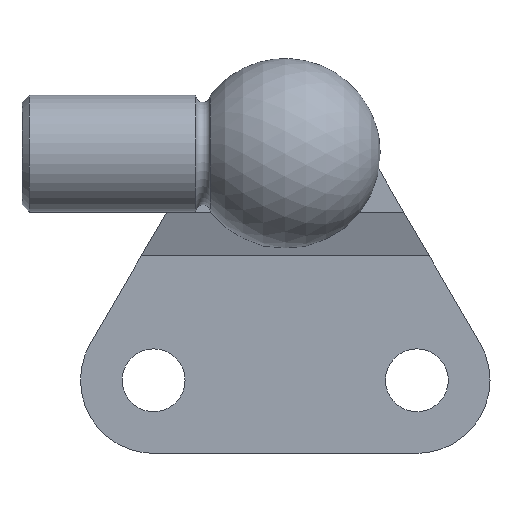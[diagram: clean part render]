
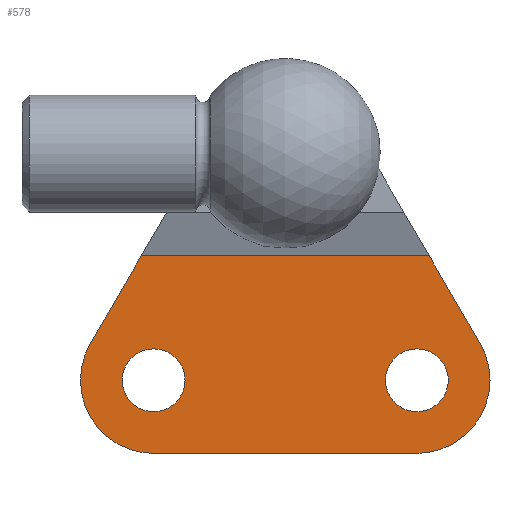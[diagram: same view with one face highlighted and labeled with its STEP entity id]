
A CAD part, front view. The second image highlights one B-rep face of the part: STEP entity #578.
In plain terms, the highlighted planar face has unit normal (0, -1, 0).
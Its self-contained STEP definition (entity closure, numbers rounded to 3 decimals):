
#11=LINE('',#1099,#36);
#12=LINE('',#1101,#37);
#13=LINE('',#1103,#38);
#14=LINE('',#1106,#39);
#36=VECTOR('',#775,6.926);
#37=VECTOR('',#776,19.693);
#38=VECTOR('',#777,6.926);
#39=VECTOR('',#780,18.);
#97=PLANE('',#645);
#130=FACE_BOUND('',#226,.T.);
#131=FACE_BOUND('',#227,.T.);
#162=FACE_OUTER_BOUND('',#225,.T.);
#225=EDGE_LOOP('',(#472,#473,#474,#475,#476,#477));
#226=EDGE_LOOP('',(#478));
#227=EDGE_LOOP('',(#479));
#277=CIRCLE('',#646,5.);
#278=CIRCLE('',#647,5.);
#279=CIRCLE('',#648,2.15);
#280=CIRCLE('',#649,2.15);
#316=VERTEX_POINT('',#1095);
#317=VERTEX_POINT('',#1096);
#318=VERTEX_POINT('',#1098);
#319=VERTEX_POINT('',#1100);
#320=VERTEX_POINT('',#1102);
#321=VERTEX_POINT('',#1104);
#322=VERTEX_POINT('',#1107);
#323=VERTEX_POINT('',#1109);
#372=EDGE_CURVE('',#316,#317,#277,.T.);
#373=EDGE_CURVE('',#318,#316,#11,.T.);
#374=EDGE_CURVE('',#319,#318,#12,.T.);
#375=EDGE_CURVE('',#320,#319,#13,.T.);
#376=EDGE_CURVE('',#321,#320,#278,.T.);
#377=EDGE_CURVE('',#317,#321,#14,.T.);
#378=EDGE_CURVE('',#322,#322,#279,.T.);
#379=EDGE_CURVE('',#323,#323,#280,.T.);
#472=ORIENTED_EDGE('',*,*,#372,.F.);
#473=ORIENTED_EDGE('',*,*,#373,.F.);
#474=ORIENTED_EDGE('',*,*,#374,.F.);
#475=ORIENTED_EDGE('',*,*,#375,.F.);
#476=ORIENTED_EDGE('',*,*,#376,.F.);
#477=ORIENTED_EDGE('',*,*,#377,.F.);
#478=ORIENTED_EDGE('',*,*,#378,.F.);
#479=ORIENTED_EDGE('',*,*,#379,.F.);
#578=ADVANCED_FACE('',(#162,#130,#131),#97,.T.);
#645=AXIS2_PLACEMENT_3D('',#1094,#771,#772);
#646=AXIS2_PLACEMENT_3D('',#1097,#773,#774);
#647=AXIS2_PLACEMENT_3D('',#1105,#778,#779);
#648=AXIS2_PLACEMENT_3D('',#1108,#781,#782);
#649=AXIS2_PLACEMENT_3D('',#1110,#783,#784);
#771=DIRECTION('center_axis',(0.,-1.,0.));
#772=DIRECTION('ref_axis',(0.,0.,-1.));
#773=DIRECTION('center_axis',(0.,1.,0.));
#774=DIRECTION('ref_axis',(1.,0.,0.));
#775=DIRECTION('',(0.502,0.,-0.865));
#776=DIRECTION('',(1.,0.,0.));
#777=DIRECTION('',(0.502,0.,0.865));
#778=DIRECTION('center_axis',(0.,1.,0.));
#779=DIRECTION('ref_axis',(1.,0.,0.));
#780=DIRECTION('',(-1.,0.,0.));
#781=DIRECTION('center_axis',(0.,-1.,0.));
#782=DIRECTION('ref_axis',(-1.,0.,0.));
#783=DIRECTION('center_axis',(0.,-1.,0.));
#784=DIRECTION('ref_axis',(-1.,0.,0.));
#1094=CARTESIAN_POINT('Origin',(0.,12.,-7.));
#1095=CARTESIAN_POINT('',(31.324,12.,-12.989));
#1096=CARTESIAN_POINT('',(27.,12.,-20.5));
#1097=CARTESIAN_POINT('Origin',(27.,12.,-15.5));
#1098=CARTESIAN_POINT('',(27.846,12.,-7.));
#1099=CARTESIAN_POINT('',(21.575,12.,3.801));
#1100=CARTESIAN_POINT('',(8.154,12.,-7.));
#1101=CARTESIAN_POINT('',(0.,12.,-7.));
#1102=CARTESIAN_POINT('',(4.676,12.,-12.989));
#1103=CARTESIAN_POINT('',(5.387,12.,-11.765));
#1104=CARTESIAN_POINT('',(9.,12.,-20.5));
#1105=CARTESIAN_POINT('Origin',(9.,12.,-15.5));
#1106=CARTESIAN_POINT('',(13.5,12.,-20.5));
#1107=CARTESIAN_POINT('',(29.15,12.,-15.5));
#1108=CARTESIAN_POINT('Origin',(27.,12.,-15.5));
#1109=CARTESIAN_POINT('',(11.15,12.,-15.5));
#1110=CARTESIAN_POINT('Origin',(9.,12.,-15.5));
